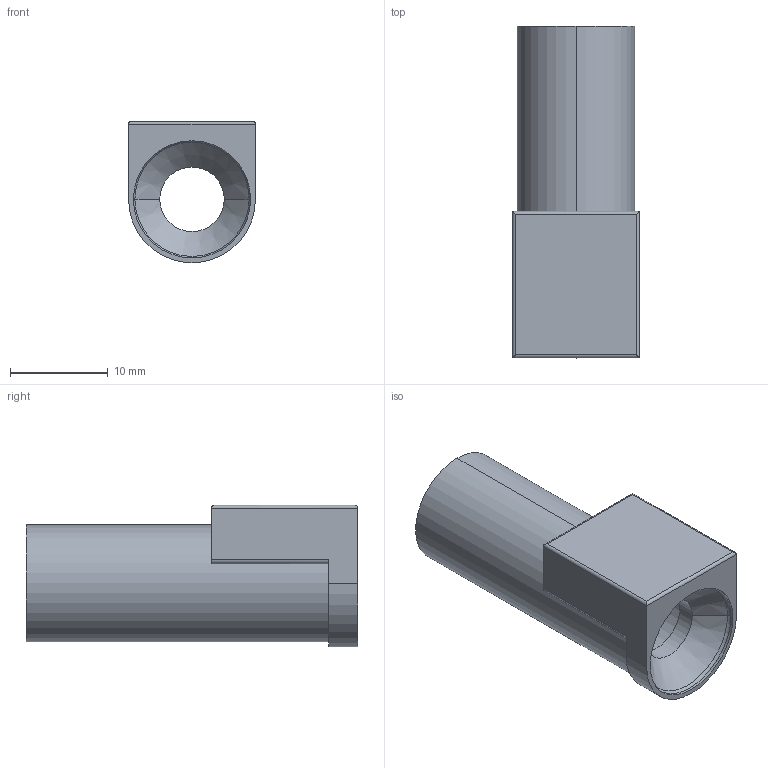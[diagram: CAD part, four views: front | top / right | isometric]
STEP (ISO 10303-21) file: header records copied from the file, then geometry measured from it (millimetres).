
FILE_DESCRIPTION (( 'STEP AP214' ), '1' );
FILE_NAME ('A_1001-000.STEP', '2022-04-19T12:00:28', ( '' ), ( '' ), 'SwSTEP 2.0', 'SolidWorks 2019', '' );
FILE_SCHEMA (( 'AUTOMOTIVE_DESIGN' ));
Length unit declared in the file: millimetre
Products named in the file (3): A_1001-000.P2; A_1001-000; A_1001-000.P1
Assembly tree (2 placements, depth 2):
  A_1001-000
    A_1001-000.P1
    A_1001-000.P2
Bounding box: 13 x 34 x 14.5 mm (x, y, z)
Volume: 1917.8 mm3; surface area: 3253.7 mm2
Topology: 2 solids, 2 shells, 33 faces, 72 edges, 44 vertices
Faces by surface type: cylinder 16, plane 9, cone 4, torus 2, bspline 2
Entity records: 1133 total; most frequent: CARTESIAN_POINT 305, DIRECTION 162, ORIENTED_EDGE 144, EDGE_CURVE 72, AXIS2_PLACEMENT_3D 66, VERTEX_POINT 44, EDGE_LOOP 38, FACE_OUTER_BOUND 33
